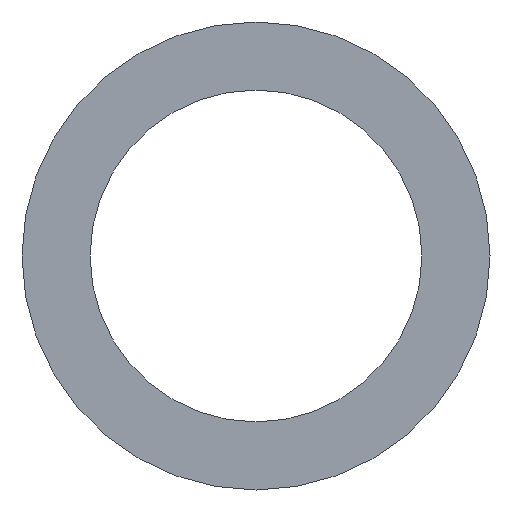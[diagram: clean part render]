
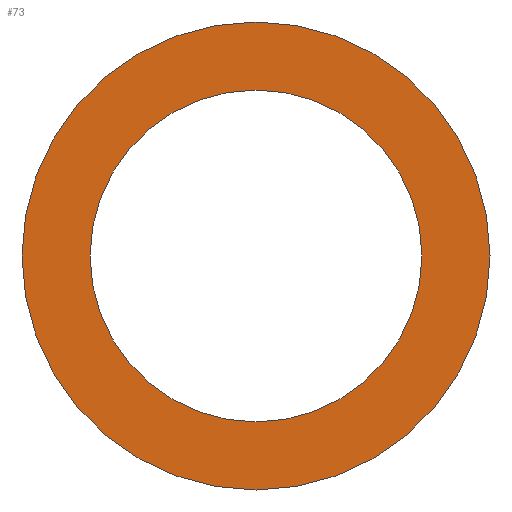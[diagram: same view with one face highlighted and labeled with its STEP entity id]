
A CAD part, front view. The second image highlights one B-rep face of the part: STEP entity #73.
In plain terms, the highlighted planar face has unit normal (0, -1, 0).
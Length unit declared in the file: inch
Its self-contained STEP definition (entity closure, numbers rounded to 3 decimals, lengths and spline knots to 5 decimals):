
#3 = DIRECTION ( 'NONE',  ( 0., 0., 1. ) ) ;
#16 = ORIENTED_EDGE ( 'NONE', *, *, #37, .F. ) ;
#18 = CARTESIAN_POINT ( 'NONE',  ( 0., 0., -0.55 ) ) ;
#22 = EDGE_CURVE ( 'NONE', #130, #45, #187, .T. ) ;
#24 = CARTESIAN_POINT ( 'NONE',  ( 0., 0., 0.55 ) ) ;
#25 = VERTEX_POINT ( 'NONE', #18 ) ;
#28 = EDGE_LOOP ( 'NONE', ( #69, #66 ) ) ;
#29 = DIRECTION ( 'NONE',  ( 0., 1., 0. ) ) ;
#30 = FACE_OUTER_BOUND ( 'NONE', #76, .T. ) ;
#32 = CIRCLE ( 'NONE', #167, 0.39 ) ;
#33 = DIRECTION ( 'NONE',  ( 0., 0., 1. ) ) ;
#37 = EDGE_CURVE ( 'NONE', #155, #25, #153, .T. ) ;
#38 = DIRECTION ( 'NONE',  ( 0., 1., 0. ) ) ;
#45 = VERTEX_POINT ( 'NONE', #205 ) ;
#53 = DIRECTION ( 'NONE',  ( 0., 1., 0. ) ) ;
#62 = DIRECTION ( 'NONE',  ( 0., 1., 0. ) ) ;
#66 = ORIENTED_EDGE ( 'NONE', *, *, #22, .T. ) ;
#69 = ORIENTED_EDGE ( 'NONE', *, *, #88, .T. ) ;
#73 = ADVANCED_FACE ( 'NONE', ( #30, #114 ), #198, .F. ) ;
#76 = EDGE_LOOP ( 'NONE', ( #100, #16 ) ) ;
#83 = CARTESIAN_POINT ( 'NONE',  ( 0., 0., 0. ) ) ;
#88 = EDGE_CURVE ( 'NONE', #45, #130, #32, .T. ) ;
#96 = CARTESIAN_POINT ( 'NONE',  ( 0., 0., 0. ) ) ;
#100 = ORIENTED_EDGE ( 'NONE', *, *, #151, .F. ) ;
#103 = CARTESIAN_POINT ( 'NONE',  ( 0., 0., 0. ) ) ;
#104 = CARTESIAN_POINT ( 'NONE',  ( 0., 0., 0.39 ) ) ;
#106 = DIRECTION ( 'NONE',  ( 0., 0., 1. ) ) ;
#114 = FACE_BOUND ( 'NONE', #28, .T. ) ;
#123 = AXIS2_PLACEMENT_3D ( 'NONE', #83, #53, #185 ) ;
#130 = VERTEX_POINT ( 'NONE', #104 ) ;
#141 = AXIS2_PLACEMENT_3D ( 'NONE', #96, #62, #195 ) ;
#146 = AXIS2_PLACEMENT_3D ( 'NONE', #188, #38, #106 ) ;
#151 = EDGE_CURVE ( 'NONE', #25, #155, #169, .T. ) ;
#153 = CIRCLE ( 'NONE', #141, 0.55 ) ;
#155 = VERTEX_POINT ( 'NONE', #24 ) ;
#159 = CARTESIAN_POINT ( 'NONE',  ( 0., 0., 0. ) ) ;
#167 = AXIS2_PLACEMENT_3D ( 'NONE', #159, #183, #33 ) ;
#169 = CIRCLE ( 'NONE', #146, 0.55 ) ;
#183 = DIRECTION ( 'NONE',  ( 0., 1., 0. ) ) ;
#185 = DIRECTION ( 'NONE',  ( 0., 0., 1. ) ) ;
#187 = CIRCLE ( 'NONE', #204, 0.39 ) ;
#188 = CARTESIAN_POINT ( 'NONE',  ( 0., 0., 0. ) ) ;
#195 = DIRECTION ( 'NONE',  ( 0., 0., 1. ) ) ;
#198 = PLANE ( 'NONE',  #123 ) ;
#204 = AXIS2_PLACEMENT_3D ( 'NONE', #103, #29, #3 ) ;
#205 = CARTESIAN_POINT ( 'NONE',  ( 0., 0., -0.39 ) ) ;
